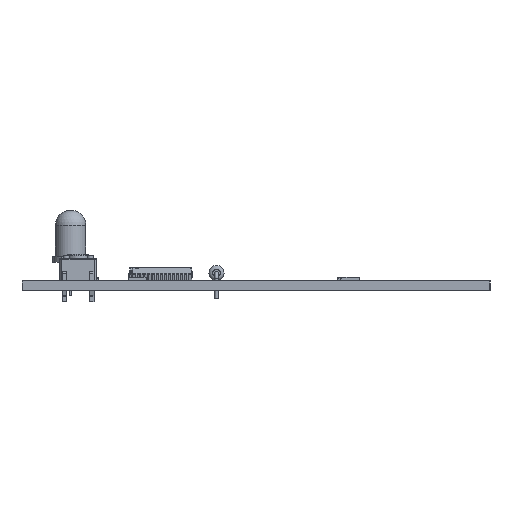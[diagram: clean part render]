
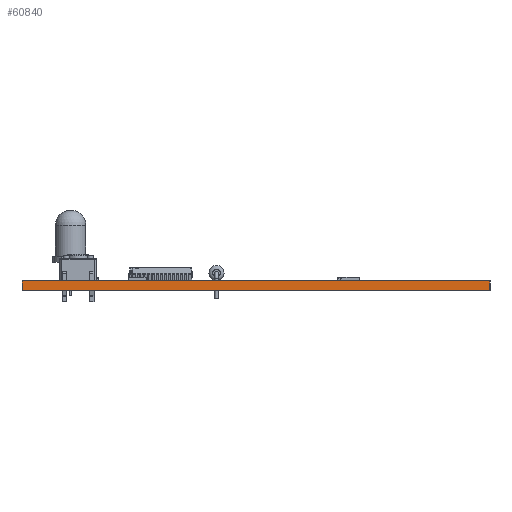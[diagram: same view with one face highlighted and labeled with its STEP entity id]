
A CAD part, left-side view. The second image highlights one B-rep face of the part: STEP entity #60840.
In plain terms, the highlighted planar face has unit normal (-1, 0, 0).
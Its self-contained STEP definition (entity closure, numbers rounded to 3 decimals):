
#60724 = EDGE_CURVE('',#60725,#60727,#60729,.T.);
#60725 = VERTEX_POINT('',#60726);
#60726 = CARTESIAN_POINT('',(45.,-68.,0.));
#60727 = VERTEX_POINT('',#60728);
#60728 = CARTESIAN_POINT('',(45.,-68.,1.6));
#60729 = SURFACE_CURVE('',#60730,(#60734,#60746),.PCURVE_S1.);
#60730 = LINE('',#60731,#60732);
#60731 = CARTESIAN_POINT('',(45.,-68.,0.));
#60732 = VECTOR('',#60733,1.);
#60733 = DIRECTION('',(0.,0.,1.));
#60734 = PCURVE('',#60735,#60740);
#60735 = PLANE('',#60736);
#60736 = AXIS2_PLACEMENT_3D('',#60737,#60738,#60739);
#60737 = CARTESIAN_POINT('',(45.,-68.,0.));
#60738 = DIRECTION('',(0.,1.,0.));
#60739 = DIRECTION('',(1.,0.,0.));
#60740 = DEFINITIONAL_REPRESENTATION('',(#60741),#60745);
#60741 = LINE('',#60742,#60743);
#60742 = CARTESIAN_POINT('',(0.,0.));
#60743 = VECTOR('',#60744,1.);
#60744 = DIRECTION('',(0.,-1.));
#60745 = ( GEOMETRIC_REPRESENTATION_CONTEXT(2) 
PARAMETRIC_REPRESENTATION_CONTEXT() REPRESENTATION_CONTEXT('2D SPACE',''
  ) );
#60746 = PCURVE('',#60747,#60752);
#60747 = PLANE('',#60748);
#60748 = AXIS2_PLACEMENT_3D('',#60749,#60750,#60751);
#60749 = CARTESIAN_POINT('',(45.,-145.,0.));
#60750 = DIRECTION('',(-1.,0.,0.));
#60751 = DIRECTION('',(0.,1.,0.));
#60752 = DEFINITIONAL_REPRESENTATION('',(#60753),#60757);
#60753 = LINE('',#60754,#60755);
#60754 = CARTESIAN_POINT('',(77.,0.));
#60755 = VECTOR('',#60756,1.);
#60756 = DIRECTION('',(0.,-1.));
#60757 = ( GEOMETRIC_REPRESENTATION_CONTEXT(2) 
PARAMETRIC_REPRESENTATION_CONTEXT() REPRESENTATION_CONTEXT('2D SPACE',''
  ) );
#60775 = PLANE('',#60776);
#60776 = AXIS2_PLACEMENT_3D('',#60777,#60778,#60779);
#60777 = CARTESIAN_POINT('',(137.5,-106.5,1.6));
#60778 = DIRECTION('',(0.,0.,-1.));
#60779 = DIRECTION('',(-1.,0.,0.));
#60829 = PLANE('',#60830);
#60830 = AXIS2_PLACEMENT_3D('',#60831,#60832,#60833);
#60831 = CARTESIAN_POINT('',(137.5,-106.5,0.));
#60832 = DIRECTION('',(0.,0.,-1.));
#60833 = DIRECTION('',(-1.,0.,0.));
#60840 = ADVANCED_FACE('',(#60841),#60747,.T.);
#60841 = FACE_BOUND('',#60842,.T.);
#60842 = EDGE_LOOP('',(#60843,#60873,#60894,#60895));
#60843 = ORIENTED_EDGE('',*,*,#60844,.T.);
#60844 = EDGE_CURVE('',#60845,#60847,#60849,.T.);
#60845 = VERTEX_POINT('',#60846);
#60846 = CARTESIAN_POINT('',(45.,-145.,0.));
#60847 = VERTEX_POINT('',#60848);
#60848 = CARTESIAN_POINT('',(45.,-145.,1.6));
#60849 = SURFACE_CURVE('',#60850,(#60854,#60861),.PCURVE_S1.);
#60850 = LINE('',#60851,#60852);
#60851 = CARTESIAN_POINT('',(45.,-145.,0.));
#60852 = VECTOR('',#60853,1.);
#60853 = DIRECTION('',(0.,0.,1.));
#60854 = PCURVE('',#60747,#60855);
#60855 = DEFINITIONAL_REPRESENTATION('',(#60856),#60860);
#60856 = LINE('',#60857,#60858);
#60857 = CARTESIAN_POINT('',(0.,0.));
#60858 = VECTOR('',#60859,1.);
#60859 = DIRECTION('',(0.,-1.));
#60860 = ( GEOMETRIC_REPRESENTATION_CONTEXT(2) 
PARAMETRIC_REPRESENTATION_CONTEXT() REPRESENTATION_CONTEXT('2D SPACE',''
  ) );
#60861 = PCURVE('',#60862,#60867);
#60862 = PLANE('',#60863);
#60863 = AXIS2_PLACEMENT_3D('',#60864,#60865,#60866);
#60864 = CARTESIAN_POINT('',(230.,-145.,0.));
#60865 = DIRECTION('',(0.,-1.,0.));
#60866 = DIRECTION('',(-1.,0.,0.));
#60867 = DEFINITIONAL_REPRESENTATION('',(#60868),#60872);
#60868 = LINE('',#60869,#60870);
#60869 = CARTESIAN_POINT('',(185.,0.));
#60870 = VECTOR('',#60871,1.);
#60871 = DIRECTION('',(0.,-1.));
#60872 = ( GEOMETRIC_REPRESENTATION_CONTEXT(2) 
PARAMETRIC_REPRESENTATION_CONTEXT() REPRESENTATION_CONTEXT('2D SPACE',''
  ) );
#60873 = ORIENTED_EDGE('',*,*,#60874,.T.);
#60874 = EDGE_CURVE('',#60847,#60727,#60875,.T.);
#60875 = SURFACE_CURVE('',#60876,(#60880,#60887),.PCURVE_S1.);
#60876 = LINE('',#60877,#60878);
#60877 = CARTESIAN_POINT('',(45.,-145.,1.6));
#60878 = VECTOR('',#60879,1.);
#60879 = DIRECTION('',(0.,1.,0.));
#60880 = PCURVE('',#60747,#60881);
#60881 = DEFINITIONAL_REPRESENTATION('',(#60882),#60886);
#60882 = LINE('',#60883,#60884);
#60883 = CARTESIAN_POINT('',(0.,-1.6));
#60884 = VECTOR('',#60885,1.);
#60885 = DIRECTION('',(1.,0.));
#60886 = ( GEOMETRIC_REPRESENTATION_CONTEXT(2) 
PARAMETRIC_REPRESENTATION_CONTEXT() REPRESENTATION_CONTEXT('2D SPACE',''
  ) );
#60887 = PCURVE('',#60775,#60888);
#60888 = DEFINITIONAL_REPRESENTATION('',(#60889),#60893);
#60889 = LINE('',#60890,#60891);
#60890 = CARTESIAN_POINT('',(92.5,-38.5));
#60891 = VECTOR('',#60892,1.);
#60892 = DIRECTION('',(0.,1.));
#60893 = ( GEOMETRIC_REPRESENTATION_CONTEXT(2) 
PARAMETRIC_REPRESENTATION_CONTEXT() REPRESENTATION_CONTEXT('2D SPACE',''
  ) );
#60894 = ORIENTED_EDGE('',*,*,#60724,.F.);
#60895 = ORIENTED_EDGE('',*,*,#60896,.F.);
#60896 = EDGE_CURVE('',#60845,#60725,#60897,.T.);
#60897 = SURFACE_CURVE('',#60898,(#60902,#60909),.PCURVE_S1.);
#60898 = LINE('',#60899,#60900);
#60899 = CARTESIAN_POINT('',(45.,-145.,0.));
#60900 = VECTOR('',#60901,1.);
#60901 = DIRECTION('',(0.,1.,0.));
#60902 = PCURVE('',#60747,#60903);
#60903 = DEFINITIONAL_REPRESENTATION('',(#60904),#60908);
#60904 = LINE('',#60905,#60906);
#60905 = CARTESIAN_POINT('',(0.,0.));
#60906 = VECTOR('',#60907,1.);
#60907 = DIRECTION('',(1.,0.));
#60908 = ( GEOMETRIC_REPRESENTATION_CONTEXT(2) 
PARAMETRIC_REPRESENTATION_CONTEXT() REPRESENTATION_CONTEXT('2D SPACE',''
  ) );
#60909 = PCURVE('',#60829,#60910);
#60910 = DEFINITIONAL_REPRESENTATION('',(#60911),#60915);
#60911 = LINE('',#60912,#60913);
#60912 = CARTESIAN_POINT('',(92.5,-38.5));
#60913 = VECTOR('',#60914,1.);
#60914 = DIRECTION('',(0.,1.));
#60915 = ( GEOMETRIC_REPRESENTATION_CONTEXT(2) 
PARAMETRIC_REPRESENTATION_CONTEXT() REPRESENTATION_CONTEXT('2D SPACE',''
  ) );
